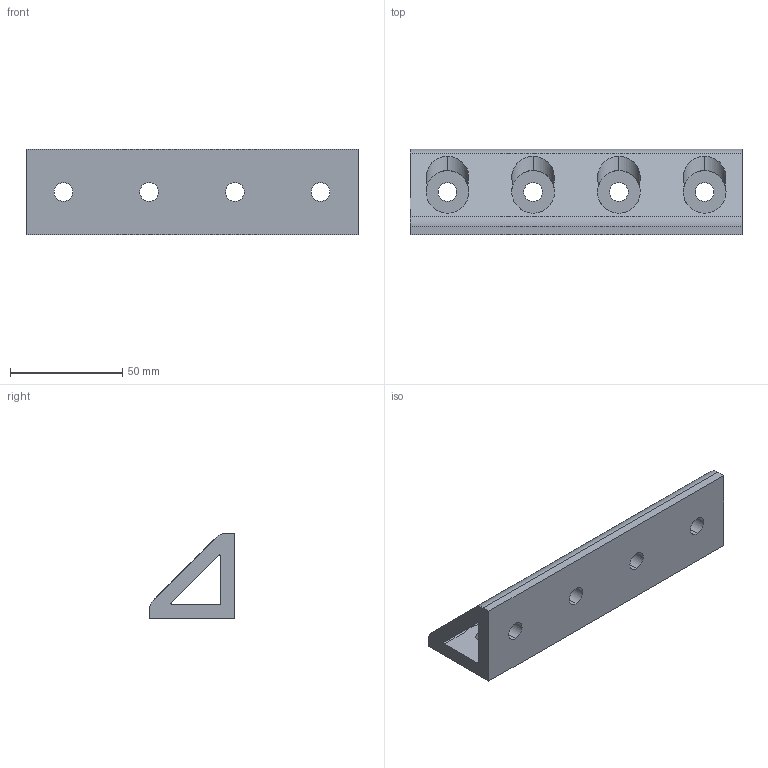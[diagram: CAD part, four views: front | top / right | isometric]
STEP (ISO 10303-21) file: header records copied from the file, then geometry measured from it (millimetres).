
FILE_DESCRIPTION (( 'STEP AP203' ), '1' );
FILE_NAME ('653293.SLDPRT.step', '2003-10-13T11:33:26', ( 'Jerry Winters' ), ( 'GoEngineer' ), 'SwSTEP 2.0', 'SolidWorks 2003174', '' );
FILE_SCHEMA (( 'CONFIG_CONTROL_DESIGN' ));
Length unit declared in the file: inch
Products named in the file (1): 653293.SLDPRT
Bounding box: 147.57 x 38.1 x 38.1 mm (x, y, z)
Volume: 86619.8 mm3; surface area: 30736.3 mm2
Topology: 1 solids, 1 shells, 84 faces, 234 edges, 148 vertices
Faces by surface type: cylinder 70, plane 14
Entity records: 3061 total; most frequent: CARTESIAN_POINT 1003, ORIENTED_EDGE 468, DIRECTION 360, EDGE_CURVE 234, VERTEX_POINT 148, AXIS2_PLACEMENT_3D 137, EDGE_LOOP 106, LINE 86
